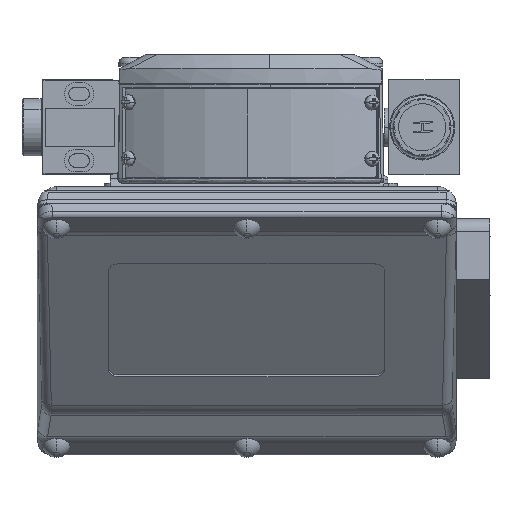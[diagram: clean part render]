
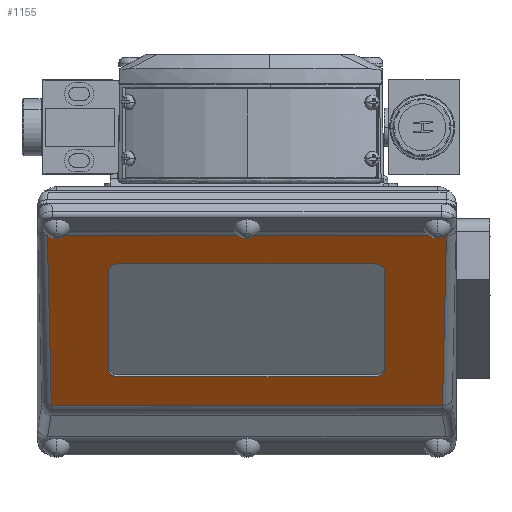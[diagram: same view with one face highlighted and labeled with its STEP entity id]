
A CAD part, left-side view. The second image highlights one B-rep face of the part: STEP entity #1155.
In plain terms, the highlighted planar face has unit normal (-0.789, 0, -0.615).
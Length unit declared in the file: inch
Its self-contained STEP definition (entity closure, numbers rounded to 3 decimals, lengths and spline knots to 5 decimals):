
#250 = DIRECTION ( 'NONE',  ( 0., 1., 0. ) ) ;
#327 = CARTESIAN_POINT ( 'NONE',  ( 0.28502, 1.81794, -3.13335 ) ) ;
#929 = CARTESIAN_POINT ( 'NONE',  ( -0.79104, -1.68206, -1.75328 ) ) ;
#1155 = ADVANCED_FACE ( 'NONE', ( #27336, #35297 ), #47334, .F. ) ;
#1504 = DIRECTION ( 'NONE',  ( 0.615, 0., -0.789 ) ) ;
#1853 = EDGE_CURVE ( 'NONE', #51827, #28796, #49699, .T. ) ;
#2293 = CARTESIAN_POINT ( 'NONE',  ( -1.08087, 2.61803, -1.38157 ) ) ;
#2583 = EDGE_CURVE ( 'NONE', #29228, #26787, #34668, .T. ) ;
#2728 = DIRECTION ( 'NONE',  ( 0., 1., 0. ) ) ;
#3288 = CARTESIAN_POINT ( 'NONE',  ( 0.36189, -1.80706, -3.23193 ) ) ;
#4729 = EDGE_CURVE ( 'NONE', #28295, #46279, #45541, .T. ) ;
#4946 = CARTESIAN_POINT ( 'NONE',  ( 0.28502, -1.80706, -3.13335 ) ) ;
#6809 = LINE ( 'NONE', #52038, #18100 ) ;
#8797 = VECTOR ( 'NONE', #42967, 39.37008 ) ;
#9520 = CARTESIAN_POINT ( 'NONE',  ( -1.35595, -2.62622, -1.02877 ) ) ;
#9713 = DIRECTION ( 'NONE',  ( -0.615, 0., 0.789 ) ) ;
#9727 = CARTESIAN_POINT ( 'NONE',  ( -1.08087, -2.61805, -1.38157 ) ) ;
#9806 = CARTESIAN_POINT ( 'NONE',  ( -0.21457, -2.75, -2.49261 ) ) ;
#10393 = LINE ( 'NONE', #35625, #37610 ) ;
#10596 = LINE ( 'NONE', #15261, #19515 ) ;
#11943 = CARTESIAN_POINT ( 'NONE',  ( -0.71417, 1.81794, -1.85186 ) ) ;
#12673 = DIRECTION ( 'NONE',  ( 0., 1., 0. ) ) ;
#12801 = CARTESIAN_POINT ( 'NONE',  ( 0.28502, 1.81794, -3.13335 ) ) ;
#15169 = EDGE_LOOP ( 'NONE', ( #39765, #45253, #47906, #42835 ) ) ;
#15261 = CARTESIAN_POINT ( 'NONE',  ( 0.36189, -2.75, -3.23193 ) ) ;
#16069 = CARTESIAN_POINT ( 'NONE',  ( -0.79104, 1.69294, -1.75328 ) ) ;
#16276 = ORIENTED_EDGE ( 'NONE', *, *, #1853, .F. ) ;
#16463 = CARTESIAN_POINT ( 'NONE',  ( -0.79104, -1.80706, -1.75328 ) ) ;
#16710 = CARTESIAN_POINT ( 'NONE',  ( -1.08087, -2.75, -1.38157 ) ) ;
#17240 = VECTOR ( 'NONE', #250, 39.37008 ) ;
#17360 = EDGE_CURVE ( 'NONE', #19133, #31464, #10393, .T. ) ;
#17948 = CARTESIAN_POINT ( 'NONE',  ( -0.21457, 1.81794, -2.49261 ) ) ;
#18100 = VECTOR ( 'NONE', #2728, 39.37008 ) ;
#18134 = ORIENTED_EDGE ( 'NONE', *, *, #34213, .F. ) ;
#18257 = EDGE_LOOP ( 'NONE', ( #30172, #29968, #36687, #18134, #47088, #30655, #16276, #49182 ) ) ;
#19133 = VERTEX_POINT ( 'NONE', #45428 ) ;
#19515 = VECTOR ( 'NONE', #27324, 39.37008 ) ;
#21306 = CARTESIAN_POINT ( 'NONE',  ( 0.36189, 1.69294, -3.23193 ) ) ;
#21307 = VERTEX_POINT ( 'NONE', #4946 ) ;
#21753 = VECTOR ( 'NONE', #9713, 39.37008 ) ;
#22429 = DIRECTION ( 'NONE',  ( 0.615, 0., -0.789 ) ) ;
#25387 =( BOUNDED_CURVE ( )  B_SPLINE_CURVE ( 2, ( #49877, #3288, #45194 ),
 .UNSPECIFIED., .F., .F. ) 
 B_SPLINE_CURVE_WITH_KNOTS ( ( 3, 3 ),
 ( 0., 1.5708 ),
 .UNSPECIFIED. ) 
 CURVE ( )  GEOMETRIC_REPRESENTATION_ITEM ( )  RATIONAL_B_SPLINE_CURVE ( ( 1., 0.707, 1. ) ) 
 REPRESENTATION_ITEM ( '' )  );
#25681 = EDGE_CURVE ( 'NONE', #28796, #28295, #54070, .T. ) ;
#26787 = VERTEX_POINT ( 'NONE', #45843 ) ;
#26788 = CARTESIAN_POINT ( 'NONE',  ( -0.79104, 1.69294, -1.75328 ) ) ;
#27297 = VERTEX_POINT ( 'NONE', #50962 ) ;
#27324 = DIRECTION ( 'NONE',  ( 0., -1., 0. ) ) ;
#27336 = FACE_OUTER_BOUND ( 'NONE', #15169, .T. ) ;
#27407 = EDGE_CURVE ( 'NONE', #27422, #19133, #6809, .T. ) ;
#27422 = VERTEX_POINT ( 'NONE', #52316 ) ;
#27985 = EDGE_CURVE ( 'NONE', #34214, #31464, #32399, .T. ) ;
#28295 = VERTEX_POINT ( 'NONE', #26788 ) ;
#28506 = CARTESIAN_POINT ( 'NONE',  ( -0.71417, -1.80706, -1.85186 ) ) ;
#28696 = AXIS2_PLACEMENT_3D ( 'NONE', #9806, #31178, #22429 ) ;
#28796 = VERTEX_POINT ( 'NONE', #929 ) ;
#29228 = VERTEX_POINT ( 'NONE', #327 ) ;
#29968 = ORIENTED_EDGE ( 'NONE', *, *, #41308, .F. ) ;
#30172 = ORIENTED_EDGE ( 'NONE', *, *, #30615, .F. ) ;
#30615 = EDGE_CURVE ( 'NONE', #27297, #21307, #25387, .T. ) ;
#30655 = ORIENTED_EDGE ( 'NONE', *, *, #25681, .F. ) ;
#31074 = LINE ( 'NONE', #47239, #21753 ) ;
#31178 = DIRECTION ( 'NONE',  ( 0.789, 0., 0.615 ) ) ;
#31464 = VERTEX_POINT ( 'NONE', #2293 ) ;
#32399 = LINE ( 'NONE', #16710, #17240 ) ;
#32898 = CARTESIAN_POINT ( 'NONE',  ( -0.79104, -1.68206, -1.75328 ) ) ;
#33288 = CARTESIAN_POINT ( 'NONE',  ( -0.79104, -2.75, -1.75328 ) ) ;
#34213 = EDGE_CURVE ( 'NONE', #46279, #29228, #42901, .T. ) ;
#34214 = VERTEX_POINT ( 'NONE', #9727 ) ;
#34668 =( BOUNDED_CURVE ( )  B_SPLINE_CURVE ( 2, ( #12801, #54203, #21306 ),
 .UNSPECIFIED., .F., .F. ) 
 B_SPLINE_CURVE_WITH_KNOTS ( ( 3, 3 ),
 ( 1.5708, 3.14159 ),
 .UNSPECIFIED. ) 
 CURVE ( )  GEOMETRIC_REPRESENTATION_ITEM ( )  RATIONAL_B_SPLINE_CURVE ( ( 1., 0.707, 1. ) ) 
 REPRESENTATION_ITEM ( '' )  );
#35297 = FACE_BOUND ( 'NONE', #18257, .T. ) ;
#35564 = EDGE_CURVE ( 'NONE', #21307, #51827, #31074, .T. ) ;
#35625 = CARTESIAN_POINT ( 'NONE',  ( -1.35595, 2.6262, -1.02877 ) ) ;
#36290 = LINE ( 'NONE', #9520, #8797 ) ;
#36687 = ORIENTED_EDGE ( 'NONE', *, *, #2583, .F. ) ;
#37610 = VECTOR ( 'NONE', #43832, 39.37008 ) ;
#37633 = EDGE_CURVE ( 'NONE', #34214, #27422, #36290, .T. ) ;
#39765 = ORIENTED_EDGE ( 'NONE', *, *, #17360, .F. ) ;
#41308 = EDGE_CURVE ( 'NONE', #26787, #27297, #10596, .T. ) ;
#42835 = ORIENTED_EDGE ( 'NONE', *, *, #27985, .T. ) ;
#42901 = LINE ( 'NONE', #17948, #48048 ) ;
#42967 = DIRECTION ( 'NONE',  ( 0.615, 0.018, -0.788 ) ) ;
#43832 = DIRECTION ( 'NONE',  ( -0.615, 0.018, 0.788 ) ) ;
#44201 = CARTESIAN_POINT ( 'NONE',  ( -0.71417, -1.80706, -1.85186 ) ) ;
#45194 = CARTESIAN_POINT ( 'NONE',  ( 0.28502, -1.80706, -3.13335 ) ) ;
#45253 = ORIENTED_EDGE ( 'NONE', *, *, #27407, .F. ) ;
#45428 = CARTESIAN_POINT ( 'NONE',  ( 0.65172, 2.56654, -3.60365 ) ) ;
#45541 =( BOUNDED_CURVE ( )  B_SPLINE_CURVE ( 2, ( #16069, #49473, #11943 ),
 .UNSPECIFIED., .F., .F. ) 
 B_SPLINE_CURVE_WITH_KNOTS ( ( 3, 3 ),
 ( 3.14159, 4.71239 ),
 .UNSPECIFIED. ) 
 CURVE ( )  GEOMETRIC_REPRESENTATION_ITEM ( )  RATIONAL_B_SPLINE_CURVE ( ( 1., 0.707, 1. ) ) 
 REPRESENTATION_ITEM ( '' )  );
#45843 = CARTESIAN_POINT ( 'NONE',  ( 0.36189, 1.69294, -3.23193 ) ) ;
#46279 = VERTEX_POINT ( 'NONE', #53707 ) ;
#47088 = ORIENTED_EDGE ( 'NONE', *, *, #4729, .F. ) ;
#47239 = CARTESIAN_POINT ( 'NONE',  ( -0.21457, -1.80706, -2.49261 ) ) ;
#47334 = PLANE ( 'NONE',  #28696 ) ;
#47906 = ORIENTED_EDGE ( 'NONE', *, *, #37633, .F. ) ;
#48048 = VECTOR ( 'NONE', #1504, 39.37008 ) ;
#49182 = ORIENTED_EDGE ( 'NONE', *, *, #35564, .F. ) ;
#49473 = CARTESIAN_POINT ( 'NONE',  ( -0.79104, 1.81794, -1.75328 ) ) ;
#49699 =( BOUNDED_CURVE ( )  B_SPLINE_CURVE ( 2, ( #28506, #16463, #32898 ),
 .UNSPECIFIED., .F., .F. ) 
 B_SPLINE_CURVE_WITH_KNOTS ( ( 3, 3 ),
 ( 4.71239, 6.28319 ),
 .UNSPECIFIED. ) 
 CURVE ( )  GEOMETRIC_REPRESENTATION_ITEM ( )  RATIONAL_B_SPLINE_CURVE ( ( 1., 0.707, 1. ) ) 
 REPRESENTATION_ITEM ( '' )  );
#49877 = CARTESIAN_POINT ( 'NONE',  ( 0.36189, -1.68206, -3.23193 ) ) ;
#50962 = CARTESIAN_POINT ( 'NONE',  ( 0.36189, -1.68206, -3.23193 ) ) ;
#51827 = VERTEX_POINT ( 'NONE', #44201 ) ;
#52038 = CARTESIAN_POINT ( 'NONE',  ( 0.65172, -2.75, -3.60365 ) ) ;
#52071 = VECTOR ( 'NONE', #12673, 39.37008 ) ;
#52316 = CARTESIAN_POINT ( 'NONE',  ( 0.65172, -2.56656, -3.60365 ) ) ;
#53707 = CARTESIAN_POINT ( 'NONE',  ( -0.71417, 1.81794, -1.85186 ) ) ;
#54070 = LINE ( 'NONE', #33288, #52071 ) ;
#54203 = CARTESIAN_POINT ( 'NONE',  ( 0.36189, 1.81794, -3.23193 ) ) ;
